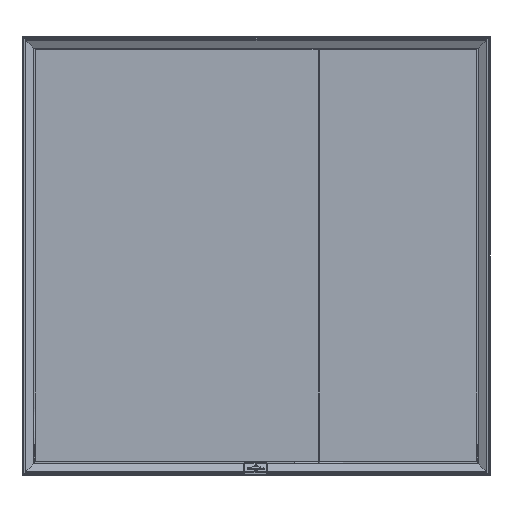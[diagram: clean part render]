
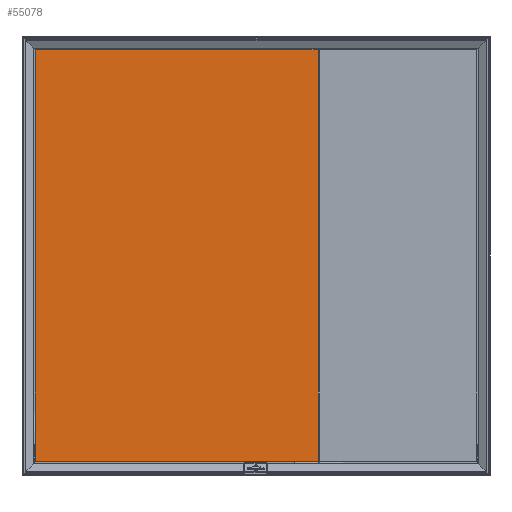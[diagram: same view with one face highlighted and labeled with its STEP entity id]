
A CAD part, front view. The second image highlights one B-rep face of the part: STEP entity #55078.
In plain terms, the highlighted planar face has unit normal (0, -1, 0).
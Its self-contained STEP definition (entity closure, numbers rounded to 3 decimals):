
#5813=FACE_OUTER_BOUND('',#8922,.T.);
#8922=EDGE_LOOP('',(#49725,#49726,#49727,#49728));
#13910=LINE('',#94296,#19075);
#13914=LINE('',#94305,#19079);
#13919=LINE('',#94313,#19084);
#13921=LINE('',#94317,#19086);
#19075=VECTOR('',#76801,483.);
#19079=VECTOR('',#76807,483.);
#19084=VECTOR('',#76814,703.);
#19086=VECTOR('',#76820,703.);
#26108=VERTEX_POINT('',#94294);
#26109=VERTEX_POINT('',#94295);
#26112=VERTEX_POINT('',#94303);
#26113=VERTEX_POINT('',#94304);
#34040=EDGE_CURVE('',#26108,#26109,#13910,.T.);
#34044=EDGE_CURVE('',#26112,#26113,#13914,.T.);
#34049=EDGE_CURVE('',#26108,#26113,#13919,.T.);
#34051=EDGE_CURVE('',#26109,#26112,#13921,.T.);
#49725=ORIENTED_EDGE('',*,*,#34049,.T.);
#49726=ORIENTED_EDGE('',*,*,#34044,.F.);
#49727=ORIENTED_EDGE('',*,*,#34051,.F.);
#49728=ORIENTED_EDGE('',*,*,#34040,.F.);
#52221=PLANE('',#60753);
#55078=ADVANCED_FACE('',(#5813),#52221,.F.);
#60753=AXIS2_PLACEMENT_3D('',#94318,#76821,#76822);
#76801=DIRECTION('',(1.,0.,0.));
#76807=DIRECTION('',(-1.,0.,0.));
#76814=DIRECTION('',(0.,0.,-1.));
#76820=DIRECTION('',(0.,0.,-1.));
#76821=DIRECTION('center_axis',(0.,1.,0.));
#76822=DIRECTION('ref_axis',(0.,0.,1.));
#94294=CARTESIAN_POINT('',(23.,8.,727.5));
#94295=CARTESIAN_POINT('',(506.,8.,727.5));
#94296=CARTESIAN_POINT('',(264.5,8.,727.5));
#94303=CARTESIAN_POINT('',(506.,8.,24.5));
#94304=CARTESIAN_POINT('',(23.,8.,24.5));
#94305=CARTESIAN_POINT('',(264.5,8.,24.5));
#94313=CARTESIAN_POINT('',(23.,8.,375.5));
#94317=CARTESIAN_POINT('',(506.,8.,375.5));
#94318=CARTESIAN_POINT('Origin',(264.5,8.,375.5));
